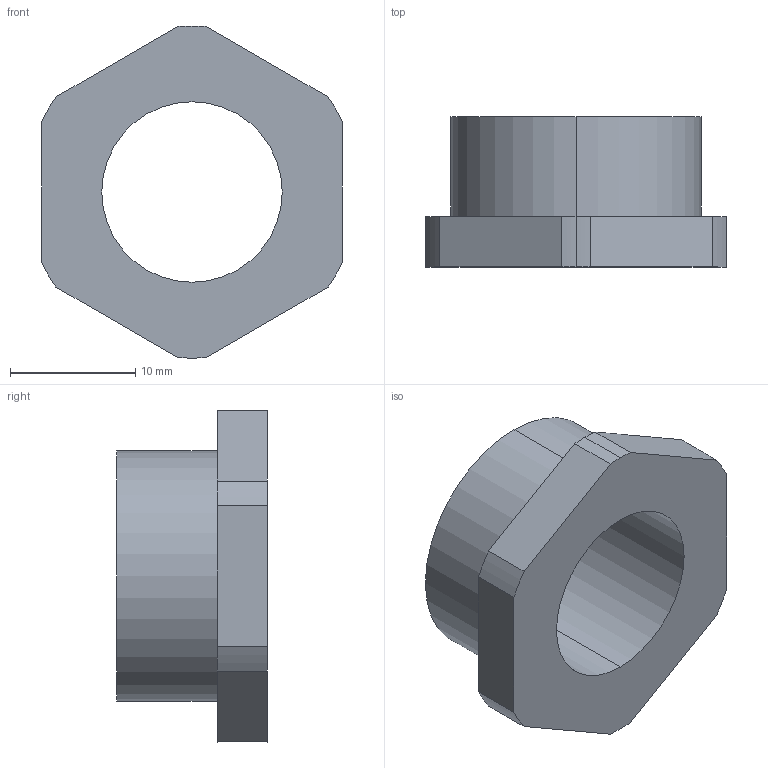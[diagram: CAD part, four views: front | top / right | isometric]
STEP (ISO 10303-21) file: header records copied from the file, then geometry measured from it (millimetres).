
FILE_DESCRIPTION (( 'STEP AP214' ), '1' );
FILE_NAME ('2030619.stp', '2018-01-03T14:51:36', ( '' ), ( '' ), 'SwSTEP 2.0', 'SolidWorks 2016', '' );
FILE_SCHEMA (( 'AUTOMOTIVE_DESIGN' ));
Length unit declared in the file: millimetre
Products named in the file (1): 2030619
Bounding box: 24 x 12 x 26.49 mm (x, y, z)
Volume: 2538.2 mm3; surface area: 2033.6 mm2
Topology: 1 solids, 1 shells, 20 faces, 51 edges, 34 vertices
Faces by surface type: cylinder 11, plane 9
Entity records: 655 total; most frequent: DIRECTION 115, CARTESIAN_POINT 106, ORIENTED_EDGE 102, EDGE_CURVE 51, AXIS2_PLACEMENT_3D 43, VERTEX_POINT 34, LINE 29, VECTOR 29
